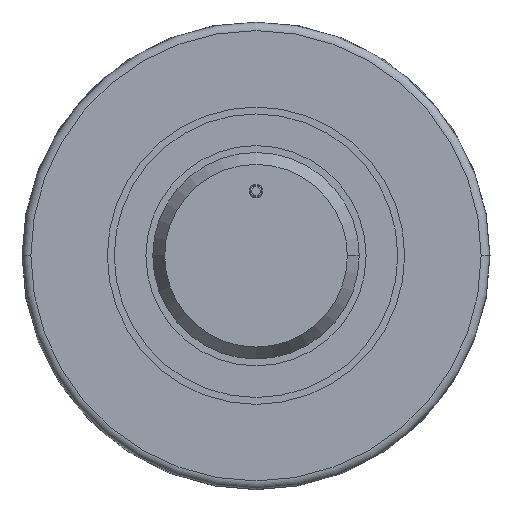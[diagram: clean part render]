
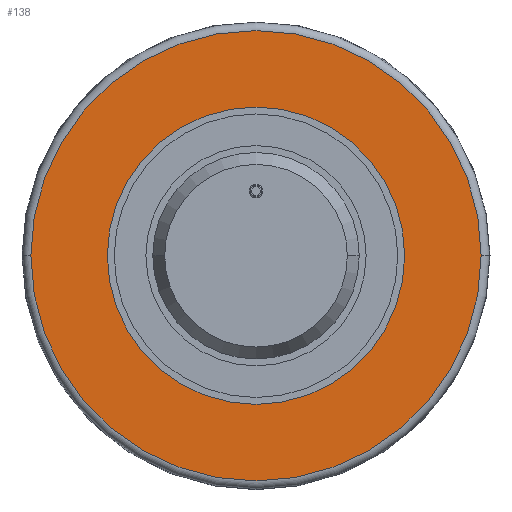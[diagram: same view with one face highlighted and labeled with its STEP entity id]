
A CAD part, left-side view. The second image highlights one B-rep face of the part: STEP entity #138.
In plain terms, the highlighted planar face has unit normal (-1, 0, 0).
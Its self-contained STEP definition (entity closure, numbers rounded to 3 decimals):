
#138=ADVANCED_FACE('',(#289,#290),#291,.F.);
#289=FACE_OUTER_BOUND('',#531,.T.);
#290=FACE_BOUND('',#532,.T.);
#291=PLANE('',#533);
#531=EDGE_LOOP('',(#1053,#1054));
#532=EDGE_LOOP('',(#1055,#1056));
#533=AXIS2_PLACEMENT_3D('',#1057,#1058,#1059);
#1053=ORIENTED_EDGE('',*,*,#1343,.F.);
#1054=ORIENTED_EDGE('',*,*,#1220,.F.);
#1055=ORIENTED_EDGE('',*,*,#1341,.T.);
#1056=ORIENTED_EDGE('',*,*,#1226,.T.);
#1057=CARTESIAN_POINT('',(12.0,0.0,0.0));
#1058=DIRECTION('',(1.0,0.0,0.0));
#1059=DIRECTION('',(0.0,1.0,0.0));
#1220=EDGE_CURVE('',#1430,#1433,#1434,.T.);
#1226=EDGE_CURVE('',#1438,#1442,#1444,.T.);
#1341=EDGE_CURVE('',#1442,#1438,#1636,.T.);
#1343=EDGE_CURVE('',#1433,#1430,#1638,.T.);
#1430=VERTEX_POINT('',#1760);
#1433=VERTEX_POINT('',#1763);
#1434=CIRCLE('',#1764,81.79);
#1438=VERTEX_POINT('',#1768);
#1442=VERTEX_POINT('',#1773);
#1444=CIRCLE('',#1776,54.0);
#1636=CIRCLE('',#2393,54.0);
#1638=CIRCLE('',#2395,81.79);
#1760=CARTESIAN_POINT('',(12.0,-81.79,0.));
#1763=CARTESIAN_POINT('',(12.0,81.79,0.));
#1764=AXIS2_PLACEMENT_3D('',#2541,#2542,#2543);
#1768=CARTESIAN_POINT('',(12.0,-54.0,0.));
#1773=CARTESIAN_POINT('',(12.0,54.0,0.));
#1776=AXIS2_PLACEMENT_3D('',#2555,#2556,#2557);
#2393=AXIS2_PLACEMENT_3D('',#2776,#2777,#2778);
#2395=AXIS2_PLACEMENT_3D('',#2782,#2783,#2784);
#2541=CARTESIAN_POINT('',(12.0,0.0,0.0));
#2542=DIRECTION('',(1.0,0.0,0.0));
#2543=DIRECTION('',(0.0,1.0,0.0));
#2555=CARTESIAN_POINT('',(12.0,0.0,0.0));
#2556=DIRECTION('',(1.0,0.0,0.0));
#2557=DIRECTION('',(0.0,1.0,0.0));
#2776=CARTESIAN_POINT('',(12.0,0.0,0.0));
#2777=DIRECTION('',(1.0,0.0,0.0));
#2778=DIRECTION('',(0.0,1.0,0.0));
#2782=CARTESIAN_POINT('',(12.0,0.0,0.0));
#2783=DIRECTION('',(1.0,0.0,0.0));
#2784=DIRECTION('',(0.0,1.0,0.0));
